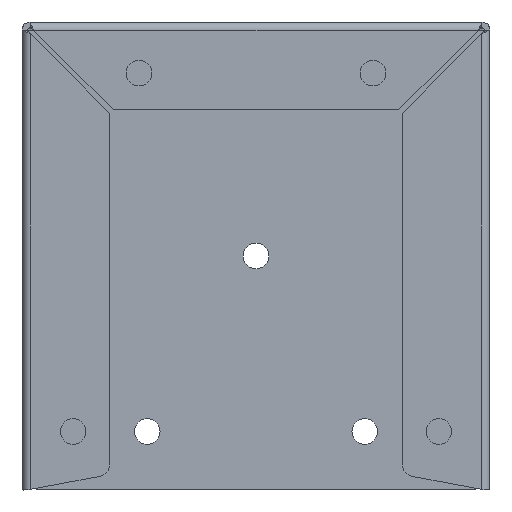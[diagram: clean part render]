
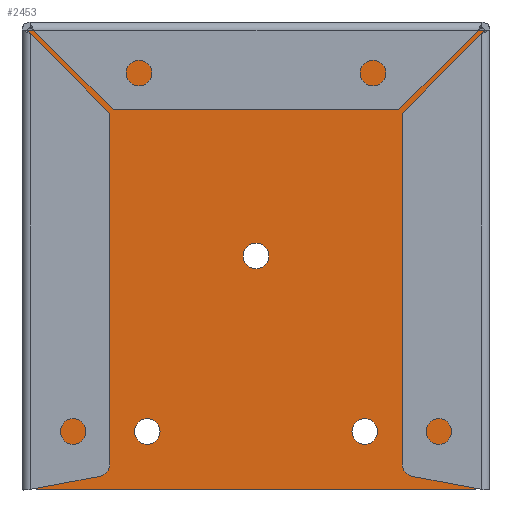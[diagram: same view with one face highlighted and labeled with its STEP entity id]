
A CAD part, front view. The second image highlights one B-rep face of the part: STEP entity #2453.
In plain terms, the highlighted planar face has unit normal (0, -1, 0).
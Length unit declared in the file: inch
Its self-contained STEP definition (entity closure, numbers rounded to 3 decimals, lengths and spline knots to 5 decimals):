
#14 = DIRECTION ( 'NONE',  ( 0., 0., -1. ) ) ;
#33 = FACE_OUTER_BOUND ( 'NONE', #1224, .T. ) ;
#42 = DIRECTION ( 'NONE',  ( 0., -1., 0. ) ) ;
#47 = DIRECTION ( 'NONE',  ( 1., 0., 0. ) ) ;
#76 = EDGE_CURVE ( 'NONE', #1443, #121, #1024, .T. ) ;
#80 = VERTEX_POINT ( 'NONE', #1392 ) ;
#94 = CARTESIAN_POINT ( 'NONE',  ( 2.141, 23.81, 1.00047 ) ) ;
#110 = EDGE_CURVE ( 'NONE', #195, #1611, #2202, .T. ) ;
#113 = CIRCLE ( 'NONE', #1659, 0.2185 ) ;
#116 = ORIENTED_EDGE ( 'NONE', *, *, #2187, .T. ) ;
#120 = DIRECTION ( 'NONE',  ( 0., 0., -1. ) ) ;
#121 = VERTEX_POINT ( 'NONE', #1617 ) ;
#161 = CARTESIAN_POINT ( 'NONE',  ( 0.09508, 23.81, 47.37008 ) ) ;
#195 = VERTEX_POINT ( 'NONE', #1603 ) ;
#207 = FACE_BOUND ( 'NONE', #351, .T. ) ;
#242 = AXIS2_PLACEMENT_3D ( 'NONE', #1786, #42, #1177 ) ;
#281 = ORIENTED_EDGE ( 'NONE', *, *, #910, .T. ) ;
#351 = EDGE_LOOP ( 'NONE', ( #281, #2114 ) ) ;
#379 = CIRCLE ( 'NONE', #1405, 0.2185 ) ;
#401 = ORIENTED_EDGE ( 'NONE', *, *, #1538, .T. ) ;
#406 = ORIENTED_EDGE ( 'NONE', *, *, #2083, .T. ) ;
#436 = EDGE_LOOP ( 'NONE', ( #1411, #406 ) ) ;
#441 = CARTESIAN_POINT ( 'NONE',  ( 0.31508, 23.81, 0.22047 ) ) ;
#455 = DIRECTION ( 'NONE',  ( 0., -1., 0. ) ) ;
#485 = EDGE_CURVE ( 'NONE', #121, #1985, #2109, .T. ) ;
#492 = CARTESIAN_POINT ( 'NONE',  ( 0.31508, 23.81, 0.00047 ) ) ;
#504 = DIRECTION ( 'NONE',  ( 0., 1., 0. ) ) ;
#512 = DIRECTION ( 'NONE',  ( 0., 1., 0. ) ) ;
#544 = DIRECTION ( 'NONE',  ( 0., 0., -1. ) ) ;
#548 = VECTOR ( 'NONE', #1183, 39.37008 ) ;
#552 = CIRCLE ( 'NONE', #1328, 0.2185 ) ;
#558 = CARTESIAN_POINT ( 'NONE',  ( 0.09508, 23.81, 7.857 ) ) ;
#580 = VECTOR ( 'NONE', #1504, 39.37008 ) ;
#647 = AXIS2_PLACEMENT_3D ( 'NONE', #2280, #1323, #544 ) ;
#751 = CARTESIAN_POINT ( 'NONE',  ( 7.90492, 23.81, 47.37008 ) ) ;
#759 = EDGE_LOOP ( 'NONE', ( #1746, #401 ) ) ;
#764 = LINE ( 'NONE', #1535, #1120 ) ;
#776 = DIRECTION ( 'NONE',  ( 1., 0., 0. ) ) ;
#816 = DIRECTION ( 'NONE',  ( 0., 0., -1. ) ) ;
#910 = EDGE_CURVE ( 'NONE', #1946, #1461, #552, .T. ) ;
#918 = CIRCLE ( 'NONE', #2223, 0.2185 ) ;
#943 = EDGE_CURVE ( 'NONE', #1139, #1112, #113, .T. ) ;
#991 = DIRECTION ( 'NONE',  ( 0., 1., 0. ) ) ;
#992 = CARTESIAN_POINT ( 'NONE',  ( 7.857, 23.81, 7.91447 ) ) ;
#1006 = CARTESIAN_POINT ( 'NONE',  ( 0.143, 23.81, 7.857 ) ) ;
#1024 = CIRCLE ( 'NONE', #242, 0.22 ) ;
#1112 = VERTEX_POINT ( 'NONE', #1501 ) ;
#1120 = VECTOR ( 'NONE', #776, 39.37008 ) ;
#1126 = LINE ( 'NONE', #161, #1259 ) ;
#1139 = VERTEX_POINT ( 'NONE', #2063 ) ;
#1169 = FACE_BOUND ( 'NONE', #759, .T. ) ;
#1177 = DIRECTION ( 'NONE',  ( 0., 0., 1. ) ) ;
#1183 = DIRECTION ( 'NONE',  ( -1., 0., 0. ) ) ;
#1217 = EDGE_CURVE ( 'NONE', #1461, #1946, #2020, .T. ) ;
#1224 = EDGE_LOOP ( 'NONE', ( #2455, #1792, #116, #1681, #1871, #2431 ) ) ;
#1250 = CIRCLE ( 'NONE', #2129, 0.2185 ) ;
#1259 = VECTOR ( 'NONE', #1363, 39.37008 ) ;
#1312 = EDGE_CURVE ( 'NONE', #195, #1379, #1126, .T. ) ;
#1323 = DIRECTION ( 'NONE',  ( 0., 1., 0. ) ) ;
#1328 = AXIS2_PLACEMENT_3D ( 'NONE', #2442, #504, #2419 ) ;
#1362 = VERTEX_POINT ( 'NONE', #2514 ) ;
#1363 = DIRECTION ( 'NONE',  ( 0., 0., 1. ) ) ;
#1379 = VERTEX_POINT ( 'NONE', #558 ) ;
#1392 = CARTESIAN_POINT ( 'NONE',  ( 4., 23.81, 4.21897 ) ) ;
#1405 = AXIS2_PLACEMENT_3D ( 'NONE', #94, #512, #1477 ) ;
#1411 = ORIENTED_EDGE ( 'NONE', *, *, #2089, .T. ) ;
#1443 = VERTEX_POINT ( 'NONE', #1566 ) ;
#1461 = VERTEX_POINT ( 'NONE', #2004 ) ;
#1477 = DIRECTION ( 'NONE',  ( 0., 0., -1. ) ) ;
#1501 = CARTESIAN_POINT ( 'NONE',  ( 2.141, 23.81, 1.21897 ) ) ;
#1504 = DIRECTION ( 'NONE',  ( 0., 0., 1. ) ) ;
#1535 = CARTESIAN_POINT ( 'NONE',  ( 7.857, 23.81, 0.00047 ) ) ;
#1538 = EDGE_CURVE ( 'NONE', #1112, #1139, #379, .T. ) ;
#1543 = CARTESIAN_POINT ( 'NONE',  ( 4., 23.81, 4.00047 ) ) ;
#1555 = PLANE ( 'NONE',  #1571 ) ;
#1566 = CARTESIAN_POINT ( 'NONE',  ( 7.68492, 23.81, 0.00047 ) ) ;
#1571 = AXIS2_PLACEMENT_3D ( 'NONE', #992, #2334, #14 ) ;
#1603 = CARTESIAN_POINT ( 'NONE',  ( 0.09508, 23.81, 0.22047 ) ) ;
#1611 = VERTEX_POINT ( 'NONE', #492 ) ;
#1617 = CARTESIAN_POINT ( 'NONE',  ( 7.90492, 23.81, 0.22047 ) ) ;
#1659 = AXIS2_PLACEMENT_3D ( 'NONE', #1839, #2038, #120 ) ;
#1681 = ORIENTED_EDGE ( 'NONE', *, *, #76, .T. ) ;
#1746 = ORIENTED_EDGE ( 'NONE', *, *, #943, .T. ) ;
#1774 = LINE ( 'NONE', #1006, #548 ) ;
#1786 = CARTESIAN_POINT ( 'NONE',  ( 7.68492, 23.81, 0.22047 ) ) ;
#1792 = ORIENTED_EDGE ( 'NONE', *, *, #110, .T. ) ;
#1839 = CARTESIAN_POINT ( 'NONE',  ( 2.141, 23.81, 1.00047 ) ) ;
#1871 = ORIENTED_EDGE ( 'NONE', *, *, #485, .T. ) ;
#1922 = DIRECTION ( 'NONE',  ( 0., 1., 0. ) ) ;
#1934 = CARTESIAN_POINT ( 'NONE',  ( 4., 23.81, 4.00047 ) ) ;
#1935 = FACE_BOUND ( 'NONE', #436, .T. ) ;
#1946 = VERTEX_POINT ( 'NONE', #2447 ) ;
#1968 = DIRECTION ( 'NONE',  ( 0., 0., -1. ) ) ;
#1985 = VERTEX_POINT ( 'NONE', #2041 ) ;
#2004 = CARTESIAN_POINT ( 'NONE',  ( 5.859, 23.81, 1.21897 ) ) ;
#2020 = CIRCLE ( 'NONE', #647, 0.2185 ) ;
#2038 = DIRECTION ( 'NONE',  ( 0., 1., 0. ) ) ;
#2041 = CARTESIAN_POINT ( 'NONE',  ( 7.90492, 23.81, 7.857 ) ) ;
#2063 = CARTESIAN_POINT ( 'NONE',  ( 2.141, 23.81, 0.78197 ) ) ;
#2083 = EDGE_CURVE ( 'NONE', #80, #1362, #918, .T. ) ;
#2089 = EDGE_CURVE ( 'NONE', #1362, #80, #1250, .T. ) ;
#2096 = AXIS2_PLACEMENT_3D ( 'NONE', #441, #455, #47 ) ;
#2109 = LINE ( 'NONE', #751, #580 ) ;
#2114 = ORIENTED_EDGE ( 'NONE', *, *, #1217, .T. ) ;
#2129 = AXIS2_PLACEMENT_3D ( 'NONE', #1543, #991, #816 ) ;
#2187 = EDGE_CURVE ( 'NONE', #1611, #1443, #764, .T. ) ;
#2202 = CIRCLE ( 'NONE', #2096, 0.22 ) ;
#2223 = AXIS2_PLACEMENT_3D ( 'NONE', #1934, #1922, #1968 ) ;
#2280 = CARTESIAN_POINT ( 'NONE',  ( 5.859, 23.81, 1.00047 ) ) ;
#2334 = DIRECTION ( 'NONE',  ( 0., -1., 0. ) ) ;
#2419 = DIRECTION ( 'NONE',  ( 0., 0., -1. ) ) ;
#2431 = ORIENTED_EDGE ( 'NONE', *, *, #2452, .T. ) ;
#2442 = CARTESIAN_POINT ( 'NONE',  ( 5.859, 23.81, 1.00047 ) ) ;
#2447 = CARTESIAN_POINT ( 'NONE',  ( 5.859, 23.81, 0.78197 ) ) ;
#2452 = EDGE_CURVE ( 'NONE', #1985, #1379, #1774, .T. ) ;
#2453 = ADVANCED_FACE ( 'NONE', ( #33, #1169, #207, #1935 ), #1555, .T. ) ;
#2455 = ORIENTED_EDGE ( 'NONE', *, *, #1312, .F. ) ;
#2514 = CARTESIAN_POINT ( 'NONE',  ( 4., 23.81, 3.78197 ) ) ;
